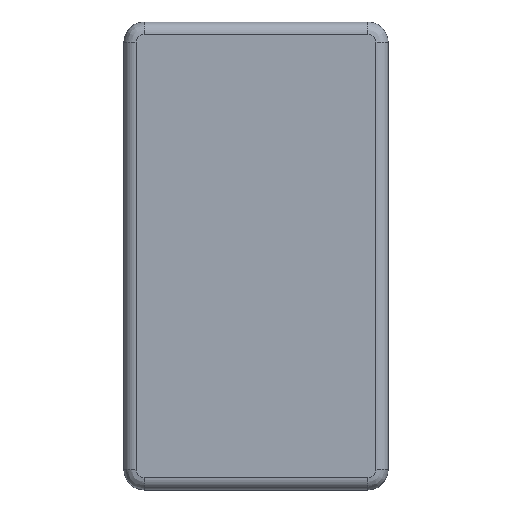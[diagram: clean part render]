
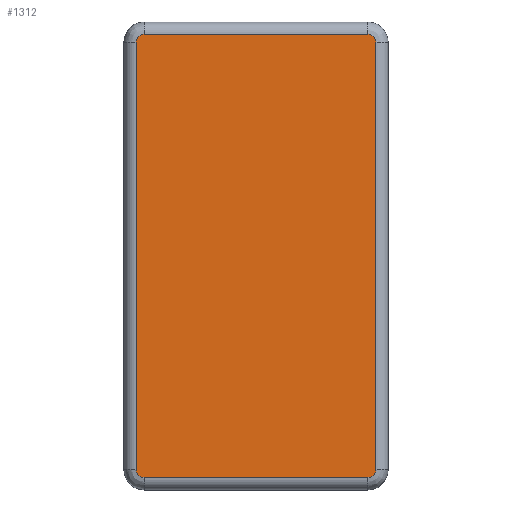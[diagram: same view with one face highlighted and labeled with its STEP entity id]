
A CAD part, top view. The second image highlights one B-rep face of the part: STEP entity #1312.
In plain terms, the highlighted planar face has unit normal (0, 0, 1).
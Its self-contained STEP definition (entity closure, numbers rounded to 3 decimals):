
#74=PLANE('',#1480);
#146=FACE_OUTER_BOUND('',#233,.T.);
#233=EDGE_LOOP('',(#1133,#1134,#1135,#1136,#1137,#1138,#1139,#1140));
#322=LINE('',#2190,#430);
#323=LINE('',#2209,#431);
#325=LINE('',#2229,#433);
#327=LINE('',#2249,#435);
#430=VECTOR('',#1791,10.);
#431=VECTOR('',#1802,10.);
#433=VECTOR('',#1814,10.);
#435=VECTOR('',#1826,10.);
#516=CIRCLE('',#1458,2.);
#520=CIRCLE('',#1463,2.);
#524=CIRCLE('',#1468,2.);
#527=CIRCLE('',#1472,2.);
#621=VERTEX_POINT('',#2183);
#624=VERTEX_POINT('',#2188);
#626=VERTEX_POINT('',#2201);
#628=VERTEX_POINT('',#2207);
#630=VERTEX_POINT('',#2221);
#632=VERTEX_POINT('',#2227);
#634=VERTEX_POINT('',#2241);
#636=VERTEX_POINT('',#2247);
#784=EDGE_CURVE('',#624,#621,#322,.T.);
#786=EDGE_CURVE('',#626,#624,#516,.T.);
#789=EDGE_CURVE('',#628,#626,#323,.T.);
#792=EDGE_CURVE('',#630,#628,#520,.T.);
#795=EDGE_CURVE('',#632,#630,#325,.T.);
#798=EDGE_CURVE('',#634,#632,#524,.T.);
#801=EDGE_CURVE('',#636,#634,#327,.T.);
#803=EDGE_CURVE('',#621,#636,#527,.T.);
#1133=ORIENTED_EDGE('',*,*,#784,.F.);
#1134=ORIENTED_EDGE('',*,*,#786,.F.);
#1135=ORIENTED_EDGE('',*,*,#789,.F.);
#1136=ORIENTED_EDGE('',*,*,#792,.F.);
#1137=ORIENTED_EDGE('',*,*,#795,.F.);
#1138=ORIENTED_EDGE('',*,*,#798,.F.);
#1139=ORIENTED_EDGE('',*,*,#801,.F.);
#1140=ORIENTED_EDGE('',*,*,#803,.F.);
#1312=ADVANCED_FACE('',(#146),#74,.T.);
#1458=AXIS2_PLACEMENT_3D('',#2203,#1794,#1795);
#1463=AXIS2_PLACEMENT_3D('',#2223,#1806,#1807);
#1468=AXIS2_PLACEMENT_3D('',#2243,#1818,#1819);
#1472=AXIS2_PLACEMENT_3D('',#2260,#1828,#1829);
#1480=AXIS2_PLACEMENT_3D('',#2280,#1851,#1852);
#1791=DIRECTION('',(0.,-1.,0.));
#1794=DIRECTION('center_axis',(0.,0.,-1.));
#1795=DIRECTION('ref_axis',(0.707,0.707,0.));
#1802=DIRECTION('',(1.,0.,0.));
#1806=DIRECTION('center_axis',(0.,0.,-1.));
#1807=DIRECTION('ref_axis',(-0.707,0.707,0.));
#1814=DIRECTION('',(0.,1.,0.));
#1818=DIRECTION('center_axis',(0.,0.,-1.));
#1819=DIRECTION('ref_axis',(-0.707,-0.707,0.));
#1826=DIRECTION('',(-1.,0.,0.));
#1828=DIRECTION('center_axis',(0.,0.,-1.));
#1829=DIRECTION('ref_axis',(0.707,-0.707,0.));
#1851=DIRECTION('center_axis',(0.,0.,1.));
#1852=DIRECTION('ref_axis',(1.,0.,0.));
#2183=CARTESIAN_POINT('',(29.5,-52.5,15.));
#2188=CARTESIAN_POINT('',(29.5,52.5,15.));
#2190=CARTESIAN_POINT('',(29.5,-26.25,15.));
#2201=CARTESIAN_POINT('',(27.5,54.5,15.));
#2203=CARTESIAN_POINT('Origin',(27.5,52.5,15.));
#2207=CARTESIAN_POINT('',(-27.5,54.5,15.));
#2209=CARTESIAN_POINT('',(13.75,54.5,15.));
#2221=CARTESIAN_POINT('',(-29.5,52.5,15.));
#2223=CARTESIAN_POINT('Origin',(-27.5,52.5,15.));
#2227=CARTESIAN_POINT('',(-29.5,-52.5,15.));
#2229=CARTESIAN_POINT('',(-29.5,26.25,15.));
#2241=CARTESIAN_POINT('',(-27.5,-54.5,15.));
#2243=CARTESIAN_POINT('Origin',(-27.5,-52.5,15.));
#2247=CARTESIAN_POINT('',(27.5,-54.5,15.));
#2249=CARTESIAN_POINT('',(-13.75,-54.5,15.));
#2260=CARTESIAN_POINT('Origin',(27.5,-52.5,15.));
#2280=CARTESIAN_POINT('Origin',(0.,0.,15.));
